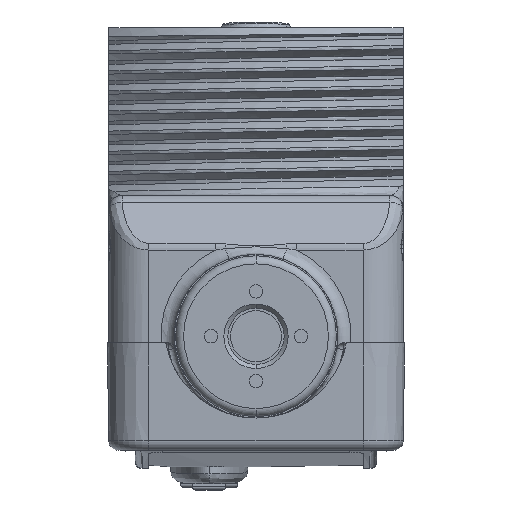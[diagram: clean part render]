
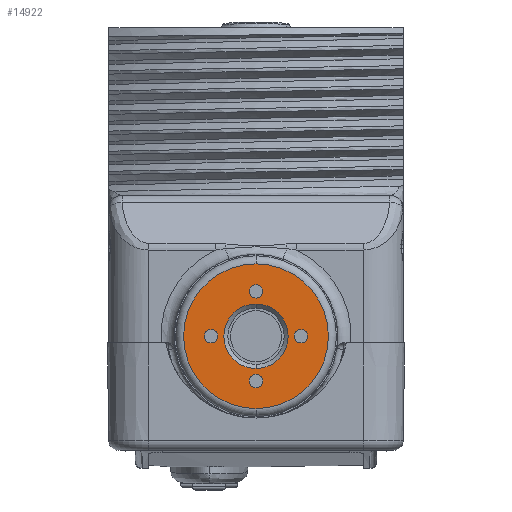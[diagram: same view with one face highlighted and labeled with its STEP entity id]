
A CAD part, front view. The second image highlights one B-rep face of the part: STEP entity #14922.
In plain terms, the highlighted planar face has unit normal (0, -1, 0).
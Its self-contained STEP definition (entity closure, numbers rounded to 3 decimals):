
#5199=CARTESIAN_POINT('',(0.,-27.,-1.9));
#5200=DIRECTION('',(0.,-1.,0.));
#5201=DIRECTION('',(0.,0.,1.));
#5202=AXIS2_PLACEMENT_3D('',#5199,#5200,#5201);
#5214=CARTESIAN_POINT('',(0.,-27.,-5.25));
#5215=DIRECTION('',(0.,-1.,0.));
#5216=DIRECTION('',(-1.,0.,0.));
#5217=AXIS2_PLACEMENT_3D('',#5214,#5215,#5216);
#5219=CARTESIAN_POINT('',(0.,-27.,-5.25));
#5220=DIRECTION('',(0.,-1.,0.));
#5221=DIRECTION('',(1.,0.,0.));
#5222=AXIS2_PLACEMENT_3D('',#5219,#5220,#5221);
#5224=CARTESIAN_POINT('',(0.,-27.,1.45));
#5225=DIRECTION('',(0.,-1.,0.));
#5226=DIRECTION('',(-1.,0.,0.));
#5227=AXIS2_PLACEMENT_3D('',#5224,#5225,#5226);
#5229=CARTESIAN_POINT('',(0.,-27.,1.45));
#5230=DIRECTION('',(0.,-1.,0.));
#5231=DIRECTION('',(1.,0.,0.));
#5232=AXIS2_PLACEMENT_3D('',#5229,#5230,#5231);
#5234=CARTESIAN_POINT('',(-3.35,-27.,-1.9));
#5235=DIRECTION('',(0.,-1.,0.));
#5236=DIRECTION('',(-1.,0.,0.));
#5237=AXIS2_PLACEMENT_3D('',#5234,#5235,#5236);
#5239=CARTESIAN_POINT('',(-3.35,-27.,-1.9));
#5240=DIRECTION('',(0.,-1.,0.));
#5241=DIRECTION('',(1.,0.,0.));
#5242=AXIS2_PLACEMENT_3D('',#5239,#5240,#5241);
#5244=CARTESIAN_POINT('',(3.35,-27.,-1.9));
#5245=DIRECTION('',(0.,-1.,0.));
#5246=DIRECTION('',(-1.,0.,0.));
#5247=AXIS2_PLACEMENT_3D('',#5244,#5245,#5246);
#5249=CARTESIAN_POINT('',(3.35,-27.,-1.9));
#5250=DIRECTION('',(0.,-1.,0.));
#5251=DIRECTION('',(1.,0.,0.));
#5252=AXIS2_PLACEMENT_3D('',#5249,#5250,#5251);
#5254=CARTESIAN_POINT('',(0.,-27.,-1.9));
#5255=DIRECTION('',(0.,-1.,0.));
#5256=DIRECTION('',(0.,0.,-1.));
#5257=AXIS2_PLACEMENT_3D('',#5254,#5255,#5256);
#5278=CARTESIAN_POINT('',(0.,-27.,-1.9));
#5279=DIRECTION('',(0.,1.,0.));
#5280=DIRECTION('',(0.,0.,1.));
#5281=AXIS2_PLACEMENT_3D('',#5278,#5279,#5280);
#5310=CARTESIAN_POINT('',(0.,-27.,-1.9));
#5311=DIRECTION('',(0.,-1.,0.));
#5312=DIRECTION('',(0.,0.,1.));
#5313=AXIS2_PLACEMENT_3D('',#5310,#5311,#5312);
#8951=CARTESIAN_POINT('',(-0.5,-27.,-5.25));
#8952=CARTESIAN_POINT('',(0.5,-27.,-5.25));
#8953=VERTEX_POINT('',#8951);
#8954=VERTEX_POINT('',#8952);
#8955=CARTESIAN_POINT('',(-0.5,-27.,1.45));
#8956=CARTESIAN_POINT('',(0.5,-27.,1.45));
#8957=VERTEX_POINT('',#8955);
#8958=VERTEX_POINT('',#8956);
#8967=CARTESIAN_POINT('',(-3.85,-27.,-1.9));
#8968=CARTESIAN_POINT('',(-2.85,-27.,-1.9));
#8969=VERTEX_POINT('',#8967);
#8970=VERTEX_POINT('',#8968);
#8971=CARTESIAN_POINT('',(2.85,-27.,-1.9));
#8972=CARTESIAN_POINT('',(3.85,-27.,-1.9));
#8973=VERTEX_POINT('',#8971);
#8974=VERTEX_POINT('',#8972);
#8975=CARTESIAN_POINT('',(0.,-27.,-7.3));
#8976=CARTESIAN_POINT('',(0.,-27.,3.5));
#8977=VERTEX_POINT('',#8975);
#8978=VERTEX_POINT('',#8976);
#8987=CARTESIAN_POINT('',(0.,-27.,0.5));
#8988=CARTESIAN_POINT('',(0.,-27.,-4.3));
#8989=VERTEX_POINT('',#8987);
#8990=VERTEX_POINT('',#8988);
#14882=CARTESIAN_POINT('',(0.,-27.,-1.9));
#14883=DIRECTION('',(0.,1.,0.));
#14884=DIRECTION('',(0.,0.,-1.));
#14885=AXIS2_PLACEMENT_3D('',#14882,#14883,#14884);
#14886=PLANE('',#14885);
#14888=ORIENTED_EDGE('',*,*,#14887,.F.);
#14889=ORIENTED_EDGE('',*,*,#14872,.F.);
#14890=EDGE_LOOP('',(#14888,#14889));
#14891=FACE_OUTER_BOUND('',#14890,.F.);
#14893=ORIENTED_EDGE('',*,*,#14892,.F.);
#14895=ORIENTED_EDGE('',*,*,#14894,.T.);
#14896=EDGE_LOOP('',(#14893,#14895));
#14897=FACE_BOUND('',#14896,.F.);
#14899=ORIENTED_EDGE('',*,*,#14898,.T.);
#14901=ORIENTED_EDGE('',*,*,#14900,.T.);
#14902=EDGE_LOOP('',(#14899,#14901));
#14903=FACE_BOUND('',#14902,.F.);
#14905=ORIENTED_EDGE('',*,*,#14904,.T.);
#14907=ORIENTED_EDGE('',*,*,#14906,.T.);
#14908=EDGE_LOOP('',(#14905,#14907));
#14909=FACE_BOUND('',#14908,.F.);
#14911=ORIENTED_EDGE('',*,*,#14910,.T.);
#14913=ORIENTED_EDGE('',*,*,#14912,.T.);
#14914=EDGE_LOOP('',(#14911,#14913));
#14915=FACE_BOUND('',#14914,.F.);
#14917=ORIENTED_EDGE('',*,*,#14916,.T.);
#14919=ORIENTED_EDGE('',*,*,#14918,.T.);
#14920=EDGE_LOOP('',(#14917,#14919));
#14921=FACE_BOUND('',#14920,.F.);
#14922=ADVANCED_FACE('',(#14891,#14897,#14903,#14909,#14915,#14921),#14886,.F.);
#5203=CIRCLE('',#5202,5.4);
#5218=CIRCLE('',#5217,0.5);
#5223=CIRCLE('',#5222,0.5);
#5228=CIRCLE('',#5227,0.5);
#5233=CIRCLE('',#5232,0.5);
#5238=CIRCLE('',#5237,0.5);
#5243=CIRCLE('',#5242,0.5);
#5248=CIRCLE('',#5247,0.5);
#5253=CIRCLE('',#5252,0.5);
#5258=CIRCLE('',#5257,5.4);
#5282=CIRCLE('',#5281,2.4);
#5314=CIRCLE('',#5313,2.4);
#14872=EDGE_CURVE('',#8978,#8977,#5203,.T.);
#14887=EDGE_CURVE('',#8977,#8978,#5258,.T.);
#14892=EDGE_CURVE('',#8989,#8990,#5282,.T.);
#14894=EDGE_CURVE('',#8989,#8990,#5314,.T.);
#14898=EDGE_CURVE('',#8953,#8954,#5218,.T.);
#14900=EDGE_CURVE('',#8954,#8953,#5223,.T.);
#14904=EDGE_CURVE('',#8957,#8958,#5228,.T.);
#14906=EDGE_CURVE('',#8958,#8957,#5233,.T.);
#14910=EDGE_CURVE('',#8969,#8970,#5238,.T.);
#14912=EDGE_CURVE('',#8970,#8969,#5243,.T.);
#14916=EDGE_CURVE('',#8973,#8974,#5248,.T.);
#14918=EDGE_CURVE('',#8974,#8973,#5253,.T.);
